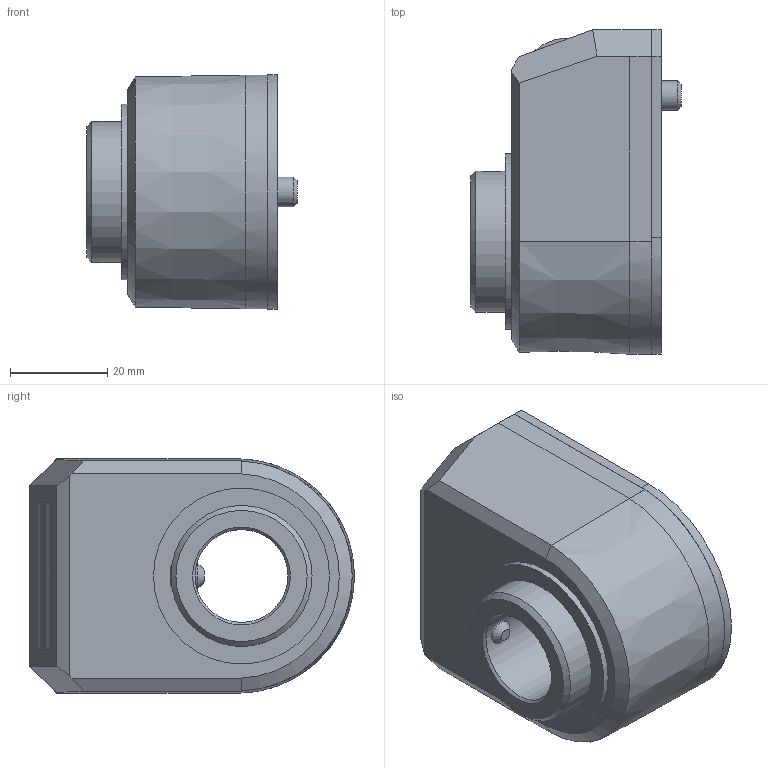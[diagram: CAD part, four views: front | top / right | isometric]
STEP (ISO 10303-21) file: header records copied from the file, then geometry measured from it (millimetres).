
FILE_DESCRIPTION (( 'STEP AP214' ), '1' );
FILE_NAME ('DD52R-AN-METRIC.STEP', '2024-04-03T11:18:33', ( '' ), ( '' ), 'SwSTEP 2.0', 'SolidWorks 2023', '' );
FILE_SCHEMA (( 'AUTOMOTIVE_DESIGN' ));
Length unit declared in the file: inch
Products named in the file (1): DD52R-AN-METRIC
Bounding box: 43.18 x 66.6 x 48.06 mm (x, y, z)
Volume: 76733.9 mm3; surface area: 18648.5 mm2
Topology: 3 solids, 3 shells, 68 faces, 155 edges, 100 vertices
Faces by surface type: plane 46, cylinder 13, cone 9
Full cylindrical faces by diameter (mm): 4.134 x1, 5 x1, 6.096 x1, 19.05 x1, 24.003 x2, 28.956 x1, 36.119 x1, 39.878 x1, 40.132 x1
Entity records: 1935 total; most frequent: CARTESIAN_POINT 423, DIRECTION 302, ORIENTED_EDGE 264, EDGE_CURVE 132, AXIS2_PLACEMENT_3D 107, EDGE_LOOP 98, VERTEX_POINT 94, VECTOR 88
